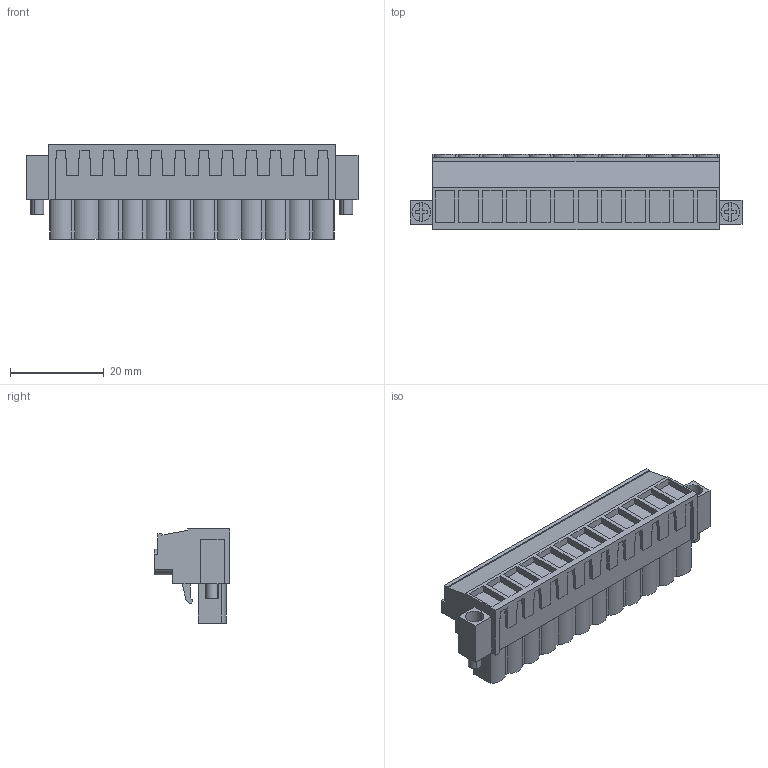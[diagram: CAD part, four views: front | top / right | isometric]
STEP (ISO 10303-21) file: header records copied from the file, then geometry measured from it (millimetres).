
FILE_DESCRIPTION(('CATIA V5 STEP','CAx-IF Rec.Pracs.--- Model Styling and Organization---1.2---2011-12-15'),'2;1');
FILE_NAME ('D1459921_0_1944190000_1944190000.stp','2017-05-22T10:03:04+00:00',('none'),('Weidmueller'),'CATIA Version 5-6 Release 2014','CATIA V5 STEP AP214','none');
FILE_SCHEMA(('AUTOMOTIVE_DESIGN { 1 0 10303 214 1 1 1 1 }'));
Length unit declared in the file: millimetre
Products named in the file (1): 1944190000
Bounding box: 70.76 x 16.1 x 20.05 mm (x, y, z)
Volume: 11762.6 mm3; surface area: 7944.8 mm2
Topology: 15 solids, 15 shells, 868 faces, 2437 edges, 1652 vertices
Faces by surface type: plane 736, cylinder 132
Entity records: 25690 total; most frequent: ORIENTED_EDGE 4874, CARTESIAN_POINT 4596, DIRECTION 3449, EDGE_CURVE 2437, VECTOR 2117, LINE 2117, VERTEX_POINT 1652, EDGE_LOOP 925
